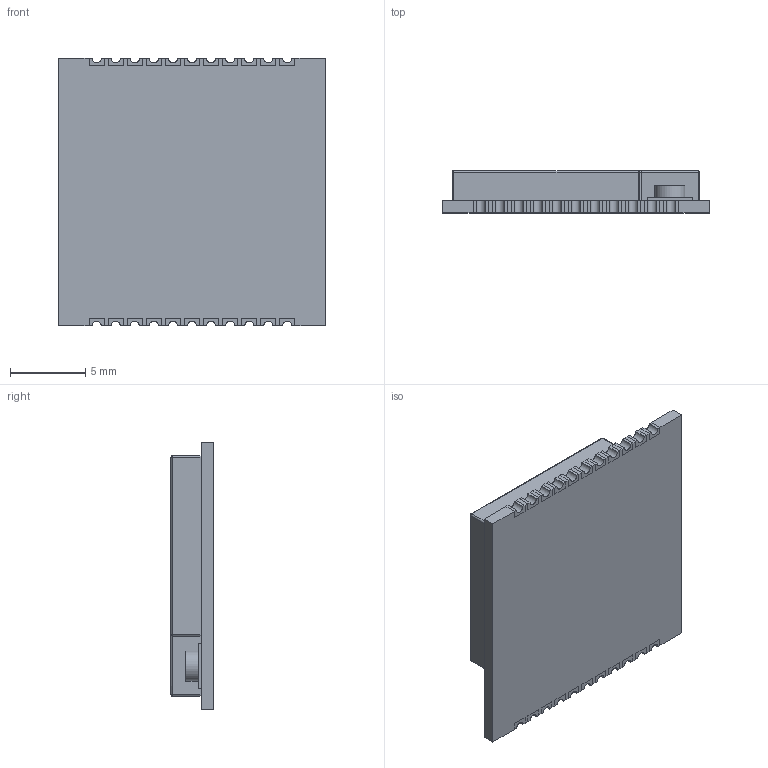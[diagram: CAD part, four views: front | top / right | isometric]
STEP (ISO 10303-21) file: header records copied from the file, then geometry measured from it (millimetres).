
FILE_DESCRIPTION(/* description */ (''),/* implementation_level */ '2;1');
FILE_NAME(/* name */ 'modulo heltec ht62_.step',/* time_stamp */ '2025-05-08T16:12:24-03:00',/* author */ (''),/* organization */ (''),/* preprocessor_version */ 'ST-DEVELOPER v20.1',/* originating_system */ 'Autodesk Translation Framework v14.4.0.0',/* authorisation */ '');
FILE_SCHEMA (('AUTOMOTIVE_DESIGN { 1 0 10303 214 3 1 1 }'));
Length unit declared in the file: millimetre
Products named in the file (1): modulo heltec ht62
Bounding box: 17.78 x 2.8 x 17.78 mm (x, y, z)
Volume: 719.6 mm3; surface area: 1417.2 mm2
Topology: 30 solids, 30 shells, 330 faces, 789 edges, 519 vertices
Faces by surface type: plane 278, cylinder 43, sphere 6, bspline 2, torus 1
Full cylindrical faces by diameter (mm): 0.8 x2, 1.8 x2, 2 x2
Entity records: 9501 total; most frequent: CARTESIAN_POINT 1691, ORIENTED_EDGE 1578, DIRECTION 1539, EDGE_CURVE 789, LINE 697, VECTOR 697, VERTEX_POINT 519, AXIS2_PLACEMENT_3D 421
